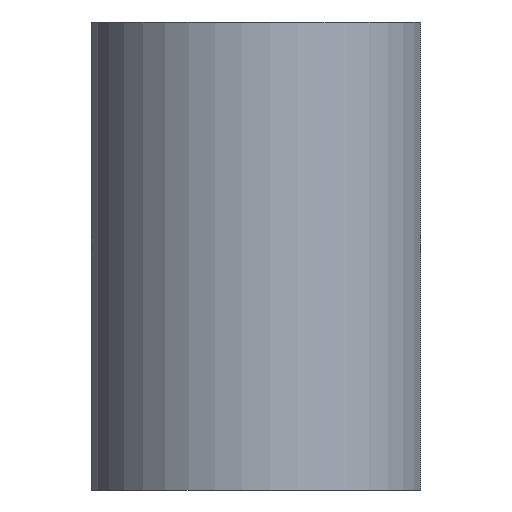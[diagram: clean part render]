
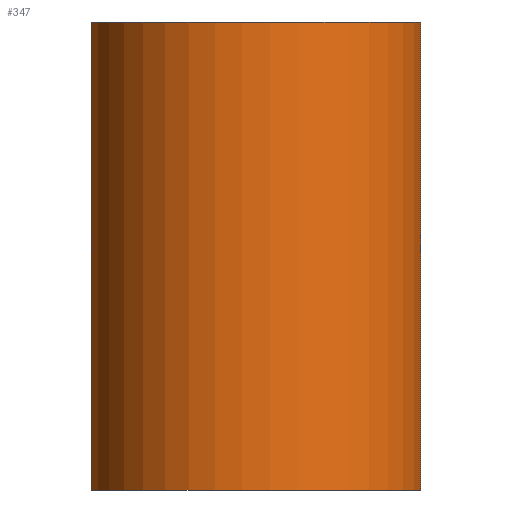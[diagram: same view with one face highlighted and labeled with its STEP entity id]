
A CAD part, front view. The second image highlights one B-rep face of the part: STEP entity #347.
In plain terms, the highlighted cylindrical face has radius 2.405 mm (diameter 4.81 mm), a partial arc.
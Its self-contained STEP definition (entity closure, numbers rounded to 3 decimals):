
#45=FACE_OUTER_BOUND('',#63,.T.);
#63=EDGE_LOOP('',(#285,#286,#287,#288));
#97=LINE('',#576,#129);
#98=LINE('',#582,#130);
#129=VECTOR('',#473,6.73);
#130=VECTOR('',#480,6.73);
#147=CIRCLE('',#382,2.405);
#148=CIRCLE('',#383,2.405);
#177=VERTEX_POINT('',#572);
#178=VERTEX_POINT('',#574);
#179=VERTEX_POINT('',#578);
#180=VERTEX_POINT('',#580);
#223=EDGE_CURVE('',#177,#178,#97,.T.);
#224=EDGE_CURVE('',#179,#177,#147,.T.);
#225=EDGE_CURVE('',#180,#178,#148,.T.);
#226=EDGE_CURVE('',#179,#180,#98,.T.);
#285=ORIENTED_EDGE('',*,*,#224,.T.);
#286=ORIENTED_EDGE('',*,*,#223,.T.);
#287=ORIENTED_EDGE('',*,*,#225,.F.);
#288=ORIENTED_EDGE('',*,*,#226,.F.);
#332=CYLINDRICAL_SURFACE('',#381,2.405);
#347=ADVANCED_FACE('',(#45),#332,.T.);
#381=AXIS2_PLACEMENT_3D('',#577,#474,#475);
#382=AXIS2_PLACEMENT_3D('',#579,#476,#477);
#383=AXIS2_PLACEMENT_3D('',#581,#478,#479);
#473=DIRECTION('',(0.,0.,1.));
#474=DIRECTION('center_axis',(0.,0.,1.));
#475=DIRECTION('ref_axis',(-0.986,-0.169,0.));
#476=DIRECTION('center_axis',(0.,0.,1.));
#477=DIRECTION('ref_axis',(-0.986,-0.169,0.));
#478=DIRECTION('center_axis',(0.,0.,1.));
#479=DIRECTION('ref_axis',(-0.986,-0.169,0.));
#480=DIRECTION('',(0.,0.,1.));
#572=CARTESIAN_POINT('',(2.371,-0.406,0.));
#574=CARTESIAN_POINT('',(2.371,-0.406,6.73));
#576=CARTESIAN_POINT('',(2.371,-0.406,0.));
#577=CARTESIAN_POINT('Origin',(0.,0.,
0.));
#578=CARTESIAN_POINT('',(-2.371,-0.406,0.));
#579=CARTESIAN_POINT('Origin',(0.,0.,
0.));
#580=CARTESIAN_POINT('',(-2.371,-0.406,6.73));
#581=CARTESIAN_POINT('Origin',(0.,0.,
6.73));
#582=CARTESIAN_POINT('',(-2.371,-0.406,0.));
